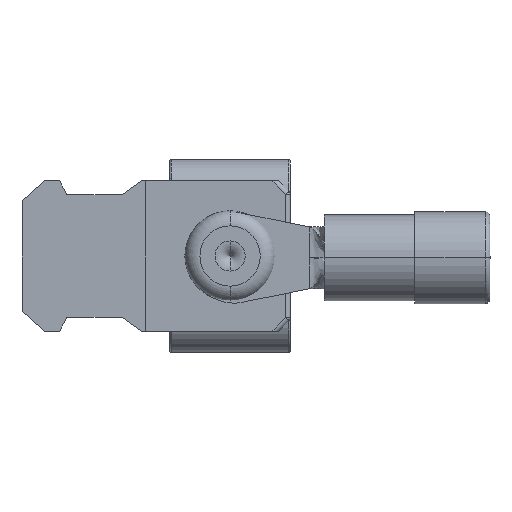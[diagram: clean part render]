
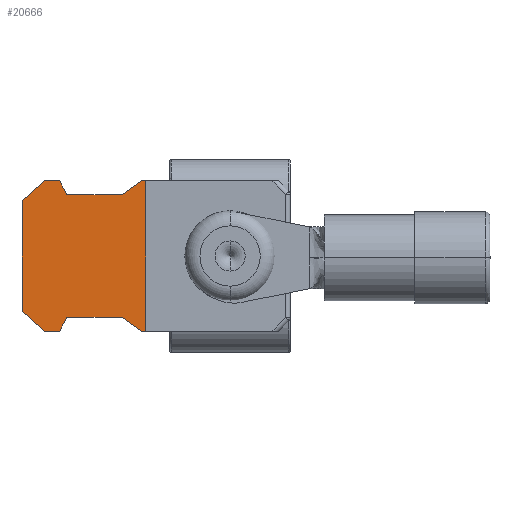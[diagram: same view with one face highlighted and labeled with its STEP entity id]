
A CAD part, front view. The second image highlights one B-rep face of the part: STEP entity #20666.
In plain terms, the highlighted planar face has unit normal (0, -1, 0).
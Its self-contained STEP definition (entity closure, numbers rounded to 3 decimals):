
#21 = EDGE_CURVE ( 'NONE', #11830, #12340, #10291, .T. ) ;
#619 = VECTOR ( 'NONE', #18696, 1000. ) ;
#915 = VECTOR ( 'NONE', #12874, 1000. ) ;
#1144 = FACE_OUTER_BOUND ( 'NONE', #7392, .T. ) ;
#1372 = CARTESIAN_POINT ( 'NONE',  ( 102.551, 101.049, 262.718 ) ) ;
#1632 = DIRECTION ( 'NONE',  ( 0.443, 0., 0.897 ) ) ;
#2053 = LINE ( 'NONE', #20094, #13129 ) ;
#2214 = ORIENTED_EDGE ( 'NONE', *, *, #4562, .T. ) ;
#2236 = VECTOR ( 'NONE', #4910, 1000. ) ;
#2494 = CARTESIAN_POINT ( 'NONE',  ( 101.272, 101.049, 253.642 ) ) ;
#2550 = ORIENTED_EDGE ( 'NONE', *, *, #9940, .T. ) ;
#2805 = DIRECTION ( 'NONE',  ( 0., 0., -1. ) ) ;
#2879 = CARTESIAN_POINT ( 'NONE',  ( 97.123, 101.049, 252.718 ) ) ;
#3086 = EDGE_CURVE ( 'NONE', #19366, #3330, #2053, .T. ) ;
#3141 = VECTOR ( 'NONE', #2805, 1000. ) ;
#3181 = VERTEX_POINT ( 'NONE', #19121 ) ;
#3206 = VERTEX_POINT ( 'NONE', #14006 ) ;
#3270 = ORIENTED_EDGE ( 'NONE', *, *, #5771, .T. ) ;
#3330 = VERTEX_POINT ( 'NONE', #20178 ) ;
#4004 = VECTOR ( 'NONE', #7186, 1000. ) ;
#4027 = DIRECTION ( 'NONE',  ( -0.443, 0., 0.897 ) ) ;
#4243 = CARTESIAN_POINT ( 'NONE',  ( 0., 101.049, 0. ) ) ;
#4259 = VERTEX_POINT ( 'NONE', #19026 ) ;
#4389 = VECTOR ( 'NONE', #4027, 1000. ) ;
#4562 = EDGE_CURVE ( 'NONE', #3181, #13397, #8848, .T. ) ;
#4834 = VECTOR ( 'NONE', #1632, 1000. ) ;
#4910 = DIRECTION ( 'NONE',  ( 0., 0., 1. ) ) ;
#5010 = ORIENTED_EDGE ( 'NONE', *, *, #13235, .T. ) ;
#5117 = DIRECTION ( 'NONE',  ( 1., 0., 0. ) ) ;
#5398 = DIRECTION ( 'NONE',  ( -0.742, 0., -0.671 ) ) ;
#5465 = EDGE_CURVE ( 'NONE', #3206, #6444, #12451, .T. ) ;
#5771 = EDGE_CURVE ( 'NONE', #14824, #6170, #12423, .T. ) ;
#6118 = DIRECTION ( 'NONE',  ( 0.81, 0., -0.586 ) ) ;
#6170 = VERTEX_POINT ( 'NONE', #2494 ) ;
#6190 = CARTESIAN_POINT ( 'NONE',  ( 94.615, 101.049, 254.044 ) ) ;
#6444 = VERTEX_POINT ( 'NONE', #13470 ) ;
#6837 = LINE ( 'NONE', #7052, #10067 ) ;
#6986 = EDGE_CURVE ( 'NONE', #9424, #14824, #19669, .T. ) ;
#7052 = CARTESIAN_POINT ( 'NONE',  ( 0., 101.049, 252.718 ) ) ;
#7186 = DIRECTION ( 'NONE',  ( -0.81, 0., -0.586 ) ) ;
#7392 = EDGE_LOOP ( 'NONE', ( #9386, #2550, #20459, #11240, #14562, #17798, #2214, #12551, #18885, #5010, #17032, #20650, #18368, #3270 ) ) ;
#7952 = CARTESIAN_POINT ( 'NONE',  ( 94.615, 101.049, 0. ) ) ;
#8592 = EDGE_CURVE ( 'NONE', #9737, #11830, #13794, .T. ) ;
#8848 = LINE ( 'NONE', #16799, #4389 ) ;
#8959 = DIRECTION ( 'NONE',  ( 1., 0., 0. ) ) ;
#9055 = EDGE_CURVE ( 'NONE', #6170, #4259, #20820, .T. ) ;
#9184 = DIRECTION ( 'NONE',  ( 0., 0., -1. ) ) ;
#9386 = ORIENTED_EDGE ( 'NONE', *, *, #9055, .T. ) ;
#9424 = VERTEX_POINT ( 'NONE', #2879 ) ;
#9737 = VERTEX_POINT ( 'NONE', #16804 ) ;
#9940 = EDGE_CURVE ( 'NONE', #4259, #10451, #12339, .T. ) ;
#9941 = LINE ( 'NONE', #11687, #2236 ) ;
#10067 = VECTOR ( 'NONE', #5117, 1000. ) ;
#10291 = LINE ( 'NONE', #16736, #4004 ) ;
#10401 = LINE ( 'NONE', #19949, #19351 ) ;
#10451 = VERTEX_POINT ( 'NONE', #14085 ) ;
#10581 = DIRECTION ( 'NONE',  ( 0., -1., 0. ) ) ;
#10754 = EDGE_CURVE ( 'NONE', #10451, #9737, #9941, .T. ) ;
#11046 = CARTESIAN_POINT ( 'NONE',  ( 96.081, 101.049, 262.718 ) ) ;
#11240 = ORIENTED_EDGE ( 'NONE', *, *, #8592, .T. ) ;
#11533 = CARTESIAN_POINT ( 'NONE',  ( 97.123, 101.049, 252.718 ) ) ;
#11687 = CARTESIAN_POINT ( 'NONE',  ( 102.835, 101.049, 0. ) ) ;
#11692 = DIRECTION ( 'NONE',  ( -1., 0., 0. ) ) ;
#11830 = VERTEX_POINT ( 'NONE', #1372 ) ;
#12235 = CARTESIAN_POINT ( 'NONE',  ( 0., 101.049, 252.718 ) ) ;
#12339 = LINE ( 'NONE', #12235, #18481 ) ;
#12340 = VERTEX_POINT ( 'NONE', #13894 ) ;
#12423 = LINE ( 'NONE', #20544, #14422 ) ;
#12451 = LINE ( 'NONE', #6190, #915 ) ;
#12551 = ORIENTED_EDGE ( 'NONE', *, *, #20530, .T. ) ;
#12694 = CARTESIAN_POINT ( 'NONE',  ( 101.272, 101.049, 253.642 ) ) ;
#12874 = DIRECTION ( 'NONE',  ( 0.742, 0., -0.671 ) ) ;
#13129 = VECTOR ( 'NONE', #5398, 1000. ) ;
#13235 = EDGE_CURVE ( 'NONE', #3330, #3206, #19335, .T. ) ;
#13397 = VERTEX_POINT ( 'NONE', #19193 ) ;
#13470 = CARTESIAN_POINT ( 'NONE',  ( 96.081, 101.049, 252.718 ) ) ;
#13599 = CARTESIAN_POINT ( 'NONE',  ( 97.58, 101.049, 253.642 ) ) ;
#13794 = LINE ( 'NONE', #18484, #619 ) ;
#13894 = CARTESIAN_POINT ( 'NONE',  ( 101.272, 101.049, 261.793 ) ) ;
#13940 = VECTOR ( 'NONE', #11692, 1000. ) ;
#14006 = CARTESIAN_POINT ( 'NONE',  ( 94.615, 101.049, 254.044 ) ) ;
#14085 = CARTESIAN_POINT ( 'NONE',  ( 102.835, 101.049, 252.718 ) ) ;
#14422 = VECTOR ( 'NONE', #8959, 1000. ) ;
#14421 = DIRECTION ( 'NONE',  ( 1., 0., 0. ) ) ;
#14562 = ORIENTED_EDGE ( 'NONE', *, *, #21, .T. ) ;
#14824 = VERTEX_POINT ( 'NONE', #13599 ) ;
#15154 = DIRECTION ( 'NONE',  ( -1., 0., 0. ) ) ;
#15409 = VECTOR ( 'NONE', #6118, 1000. ) ;
#15855 = PLANE ( 'NONE',  #19711 ) ;
#16409 = EDGE_CURVE ( 'NONE', #6444, #9424, #6837, .T. ) ;
#16736 = CARTESIAN_POINT ( 'NONE',  ( 102.551, 101.049, 262.718 ) ) ;
#16799 = CARTESIAN_POINT ( 'NONE',  ( 97.58, 101.049, 261.793 ) ) ;
#16804 = CARTESIAN_POINT ( 'NONE',  ( 102.835, 101.049, 262.718 ) ) ;
#16934 = CARTESIAN_POINT ( 'NONE',  ( 0., 101.049, 262.718 ) ) ;
#16943 = EDGE_CURVE ( 'NONE', #12340, #3181, #10401, .T. ) ;
#17032 = ORIENTED_EDGE ( 'NONE', *, *, #5465, .T. ) ;
#17798 = ORIENTED_EDGE ( 'NONE', *, *, #16943, .T. ) ;
#18207 = LINE ( 'NONE', #16934, #13940 ) ;
#18368 = ORIENTED_EDGE ( 'NONE', *, *, #6986, .T. ) ;
#18481 = VECTOR ( 'NONE', #14421, 1000. ) ;
#18484 = CARTESIAN_POINT ( 'NONE',  ( 120.942, 101.049, 262.718 ) ) ;
#18696 = DIRECTION ( 'NONE',  ( -1., 0., 0. ) ) ;
#18885 = ORIENTED_EDGE ( 'NONE', *, *, #3086, .T. ) ;
#19026 = CARTESIAN_POINT ( 'NONE',  ( 102.551, 101.049, 252.718 ) ) ;
#19121 = CARTESIAN_POINT ( 'NONE',  ( 97.58, 101.049, 261.793 ) ) ;
#19193 = CARTESIAN_POINT ( 'NONE',  ( 97.123, 101.049, 262.718 ) ) ;
#19335 = LINE ( 'NONE', #7952, #3141 ) ;
#19351 = VECTOR ( 'NONE', #15154, 1000. ) ;
#19366 = VERTEX_POINT ( 'NONE', #11046 ) ;
#19669 = LINE ( 'NONE', #11533, #4834 ) ;
#19711 = AXIS2_PLACEMENT_3D ( 'NONE', #4243, #10581, #9184 ) ;
#19949 = CARTESIAN_POINT ( 'NONE',  ( 0., 101.049, 261.793 ) ) ;
#20094 = CARTESIAN_POINT ( 'NONE',  ( 96.081, 101.049, 262.718 ) ) ;
#20178 = CARTESIAN_POINT ( 'NONE',  ( 94.615, 101.049, 261.391 ) ) ;
#20459 = ORIENTED_EDGE ( 'NONE', *, *, #10754, .T. ) ;
#20530 = EDGE_CURVE ( 'NONE', #13397, #19366, #18207, .T. ) ;
#20544 = CARTESIAN_POINT ( 'NONE',  ( 0., 101.049, 253.642 ) ) ;
#20650 = ORIENTED_EDGE ( 'NONE', *, *, #16409, .T. ) ;
#20666 = ADVANCED_FACE ( 'NONE', ( #1144 ), #15855, .T. ) ;
#20820 = LINE ( 'NONE', #12694, #15409 ) ;
